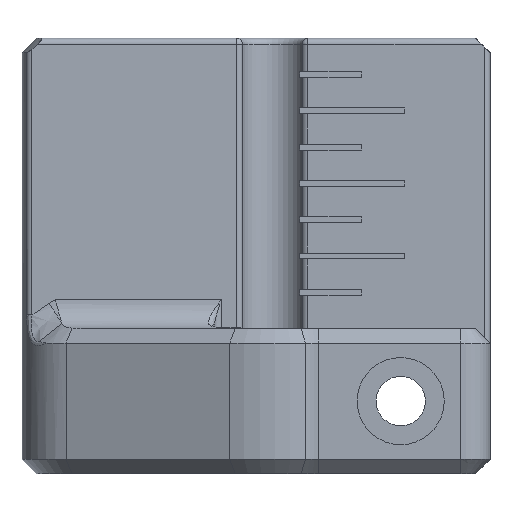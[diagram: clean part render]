
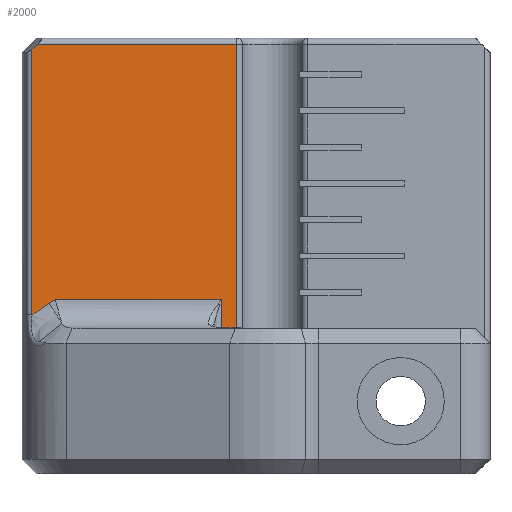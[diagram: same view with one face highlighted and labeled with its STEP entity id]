
A CAD part, front view. The second image highlights one B-rep face of the part: STEP entity #2000.
In plain terms, the highlighted planar face has unit normal (0, -1, 0).
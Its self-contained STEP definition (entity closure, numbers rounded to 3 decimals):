
#27=(
BOUNDED_CURVE()
B_SPLINE_CURVE(2,(#3147,#3148,#3149),.UNSPECIFIED.,.F.,.F.)
B_SPLINE_CURVE_WITH_KNOTS((3,3),(3.952,4.099),
 .UNSPECIFIED.)
CURVE()
GEOMETRIC_REPRESENTATION_ITEM()
RATIONAL_B_SPLINE_CURVE((1.095,1.075,1.054))
REPRESENTATION_ITEM('')
);
#47=B_SPLINE_CURVE_WITH_KNOTS('',3,(#3179,#3180,#3181,#3182),
 .UNSPECIFIED.,.F.,.F.,(4,4),(-0.435,-0.291),
 .UNSPECIFIED.);
#48=B_SPLINE_CURVE_WITH_KNOTS('',3,(#3184,#3185,#3186,#3187),
 .UNSPECIFIED.,.F.,.F.,(4,4),(-0.049,0.),.UNSPECIFIED.);
#63=PLANE('',#2157);
#129=FACE_OUTER_BOUND('',#249,.T.);
#249=EDGE_LOOP('',(#1402,#1403,#1404,#1405,#1406,#1407,#1408,#1409,#1410,
#1411,#1412));
#392=LINE('',#3047,#578);
#393=LINE('',#3051,#579);
#395=LINE('',#3144,#581);
#397=LINE('',#3176,#583);
#398=LINE('',#3177,#584);
#399=LINE('',#3189,#585);
#400=LINE('',#3191,#586);
#401=LINE('',#3192,#587);
#578=VECTOR('',#2409,10.);
#579=VECTOR('',#2414,10.);
#581=VECTOR('',#2422,10.);
#583=VECTOR('',#2432,10.);
#584=VECTOR('',#2433,10.);
#585=VECTOR('',#2434,10.);
#586=VECTOR('',#2435,10.);
#587=VECTOR('',#2436,10.);
#875=VERTEX_POINT('',#3044);
#876=VERTEX_POINT('',#3046);
#877=VERTEX_POINT('',#3050);
#880=VERTEX_POINT('',#3110);
#882=VERTEX_POINT('',#3131);
#884=VERTEX_POINT('',#3146);
#888=VERTEX_POINT('',#3175);
#889=VERTEX_POINT('',#3178);
#890=VERTEX_POINT('',#3183);
#891=VERTEX_POINT('',#3188);
#892=VERTEX_POINT('',#3190);
#1069=EDGE_CURVE('',#875,#876,#392,.T.);
#1071=EDGE_CURVE('',#876,#877,#393,.T.);
#1079=EDGE_CURVE('',#880,#882,#395,.T.);
#1080=EDGE_CURVE('',#882,#884,#27,.T.);
#1085=EDGE_CURVE('',#888,#875,#397,.T.);
#1086=EDGE_CURVE('',#884,#888,#398,.T.);
#1087=EDGE_CURVE('',#889,#880,#47,.T.);
#1088=EDGE_CURVE('',#890,#889,#48,.T.);
#1089=EDGE_CURVE('',#890,#891,#399,.T.);
#1090=EDGE_CURVE('',#891,#892,#400,.T.);
#1091=EDGE_CURVE('',#877,#892,#401,.T.);
#1402=ORIENTED_EDGE('',*,*,#1071,.F.);
#1403=ORIENTED_EDGE('',*,*,#1069,.F.);
#1404=ORIENTED_EDGE('',*,*,#1085,.F.);
#1405=ORIENTED_EDGE('',*,*,#1086,.F.);
#1406=ORIENTED_EDGE('',*,*,#1080,.F.);
#1407=ORIENTED_EDGE('',*,*,#1079,.F.);
#1408=ORIENTED_EDGE('',*,*,#1087,.F.);
#1409=ORIENTED_EDGE('',*,*,#1088,.F.);
#1410=ORIENTED_EDGE('',*,*,#1089,.T.);
#1411=ORIENTED_EDGE('',*,*,#1090,.T.);
#1412=ORIENTED_EDGE('',*,*,#1091,.F.);
#2000=ADVANCED_FACE('',(#129),#63,.T.);
#2157=AXIS2_PLACEMENT_3D('',#3174,#2430,#2431);
#2409=DIRECTION('',(1.,0.,0.));
#2414=DIRECTION('',(0.,0.,-1.));
#2422=DIRECTION('',(0.,0.,1.));
#2430=DIRECTION('center_axis',(0.,-1.,0.));
#2431=DIRECTION('ref_axis',(1.,0.,0.));
#2432=DIRECTION('',(0.,0.,-1.));
#2433=DIRECTION('',(1.,0.,0.));
#2434=DIRECTION('',(1.,0.,0.));
#2435=DIRECTION('',(0.,0.,-1.));
#2436=DIRECTION('',(-1.,0.,0.));
#3044=CARTESIAN_POINT('',(-2.439,0.5,10.));
#3046=CARTESIAN_POINT('',(-2.332,0.5,10.));
#3047=CARTESIAN_POINT('',(-2.04,0.5,10.));
#3050=CARTESIAN_POINT('',(-2.332,0.5,0.2));
#3051=CARTESIAN_POINT('',(-2.332,0.5,0.));
#3110=CARTESIAN_POINT('',(-16.56,0.5,10.946));
#3131=CARTESIAN_POINT('',(-16.56,0.5,29.246));
#3144=CARTESIAN_POINT('',(-16.56,0.5,0.));
#3146=CARTESIAN_POINT('',(-16.167,0.5,29.6));
#3147=CARTESIAN_POINT('Ctrl Pts',(-16.56,0.5,29.246));
#3148=CARTESIAN_POINT('Ctrl Pts',(-16.356,0.5,29.431));
#3149=CARTESIAN_POINT('Ctrl Pts',(-16.167,0.5,29.6));
#3174=CARTESIAN_POINT('Origin',(-4.,0.5,0.));
#3175=CARTESIAN_POINT('',(-2.439,0.5,29.6));
#3176=CARTESIAN_POINT('',(-2.439,0.5,10.));
#3177=CARTESIAN_POINT('',(-2.562,0.5,29.6));
#3178=CARTESIAN_POINT('',(-15.37,0.5,11.754));
#3179=CARTESIAN_POINT('Ctrl Pts',(-15.37,0.5,11.754));
#3180=CARTESIAN_POINT('Ctrl Pts',(-15.779,0.5,11.502));
#3181=CARTESIAN_POINT('Ctrl Pts',(-16.174,0.5,11.231));
#3182=CARTESIAN_POINT('Ctrl Pts',(-16.561,0.5,10.947));
#3183=CARTESIAN_POINT('',(-14.952,0.5,12.));
#3184=CARTESIAN_POINT('Ctrl Pts',(-14.952,0.5,12.));
#3185=CARTESIAN_POINT('Ctrl Pts',(-15.093,0.5,11.921));
#3186=CARTESIAN_POINT('Ctrl Pts',(-15.233,0.5,11.839));
#3187=CARTESIAN_POINT('Ctrl Pts',(-15.37,0.5,11.754));
#3188=CARTESIAN_POINT('',(-3.5,0.5,12.));
#3189=CARTESIAN_POINT('',(-2.562,0.5,12.));
#3190=CARTESIAN_POINT('',(-3.5,0.5,0.2));
#3191=CARTESIAN_POINT('',(-3.5,0.5,0.));
#3192=CARTESIAN_POINT('',(-2.562,0.5,0.2));
